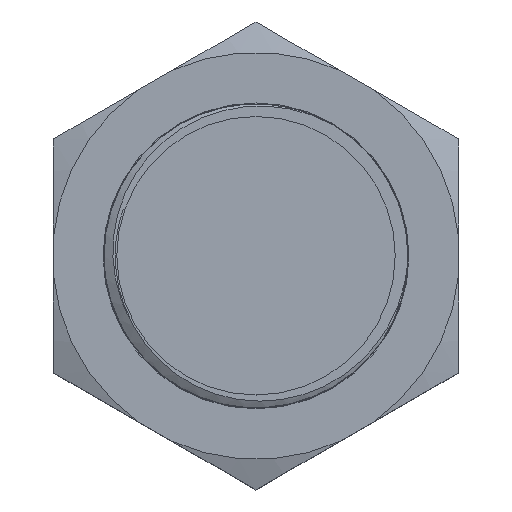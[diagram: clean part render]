
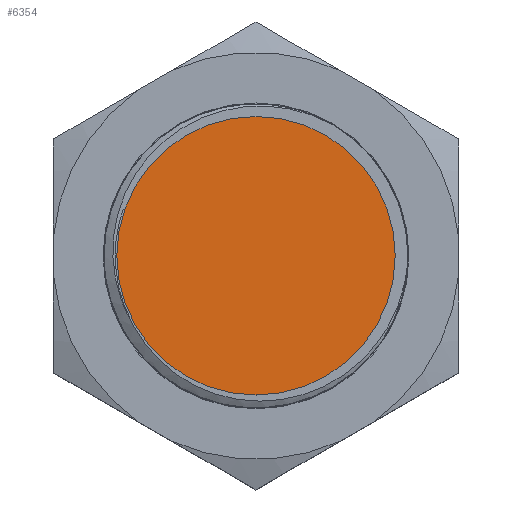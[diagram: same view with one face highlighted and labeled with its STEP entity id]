
A CAD part, top view. The second image highlights one B-rep face of the part: STEP entity #6354.
In plain terms, the highlighted planar face has unit normal (0, 0, 1).
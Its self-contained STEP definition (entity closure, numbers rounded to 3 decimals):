
#3050=CARTESIAN_POINT('',(0.,0.,17.5));
#3051=DIRECTION('',(0.,0.,1.));
#3052=DIRECTION('',(0.,1.,0.));
#3053=AXIS2_PLACEMENT_3D('',#3050,#3051,#3052);
#3055=CARTESIAN_POINT('',(0.,0.,17.5));
#3056=DIRECTION('',(0.,0.,1.));
#3057=DIRECTION('',(0.,-1.,0.));
#3058=AXIS2_PLACEMENT_3D('',#3055,#3056,#3057);
#3126=CARTESIAN_POINT('',(0.,13.75,17.5));
#3127=CARTESIAN_POINT('',(0.,-13.75,17.5));
#3128=VERTEX_POINT('',#3126);
#3129=VERTEX_POINT('',#3127);
#6344=CARTESIAN_POINT('',(0.,0.,17.5));
#6345=DIRECTION('',(0.,0.,1.));
#6346=DIRECTION('',(1.,0.,0.));
#6347=AXIS2_PLACEMENT_3D('',#6344,#6345,#6346);
#6348=PLANE('',#6347);
#6349=ORIENTED_EDGE('',*,*,#6334,.F.);
#6351=ORIENTED_EDGE('',*,*,#6350,.F.);
#6352=EDGE_LOOP('',(#6349,#6351));
#6353=FACE_OUTER_BOUND('',#6352,.F.);
#6354=ADVANCED_FACE('',(#6353),#6348,.T.);
#3054=CIRCLE('',#3053,13.75);
#3059=CIRCLE('',#3058,13.75);
#6334=EDGE_CURVE('',#3128,#3129,#3054,.T.);
#6350=EDGE_CURVE('',#3129,#3128,#3059,.T.);
